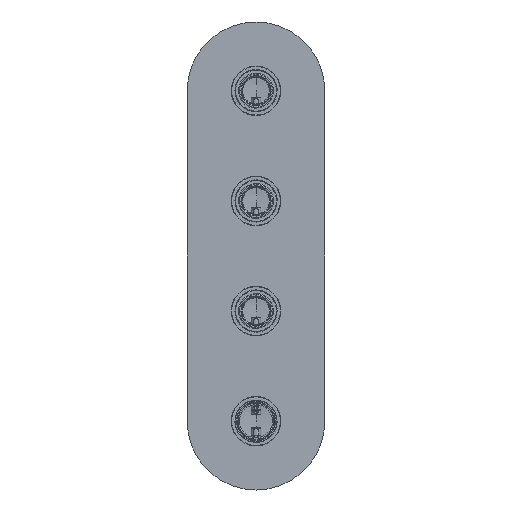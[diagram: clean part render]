
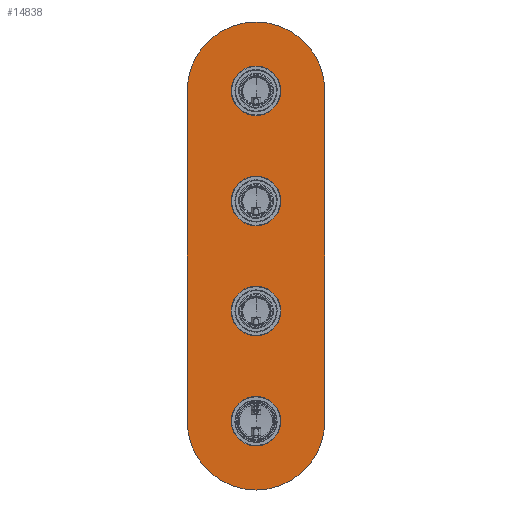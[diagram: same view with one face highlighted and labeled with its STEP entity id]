
A CAD part, front view. The second image highlights one B-rep face of the part: STEP entity #14838.
In plain terms, the highlighted planar face has unit normal (0, -1, 0).
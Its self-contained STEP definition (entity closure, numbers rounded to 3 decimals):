
#14711=CARTESIAN_POINT('Axis2P3D Location',(0.,0.,59.991)) ;
#14716=CARTESIAN_POINT('Axis2P3D Location',(0.,0.,239.991)) ;
#14720=CARTESIAN_POINT('Vertex',(0.,0.,314.991)) ;
#14722=CARTESIAN_POINT('Vertex',(75.,0.,239.991)) ;
#14725=CARTESIAN_POINT('Axis2P3D Location',(0.,0.,239.991)) ;
#14729=CARTESIAN_POINT('Vertex',(-75.,0.,239.991)) ;
#14732=CARTESIAN_POINT('Line Origine',(-75.,0.,59.991)) ;
#14736=CARTESIAN_POINT('Vertex',(-75.,0.,-120.009)) ;
#14739=CARTESIAN_POINT('Axis2P3D Location',(0.,0.,-120.009)) ;
#14743=CARTESIAN_POINT('Vertex',(0.,0.,-195.009)) ;
#14746=CARTESIAN_POINT('Axis2P3D Location',(0.,0.,-120.009)) ;
#14750=CARTESIAN_POINT('Vertex',(75.,0.,-120.009)) ;
#14753=CARTESIAN_POINT('Line Origine',(75.,0.,59.991)) ;
#14766=CARTESIAN_POINT('Axis2P3D Location',(0.,0.,119.991)) ;
#14770=CARTESIAN_POINT('Vertex',(0.,0.,146.991)) ;
#14772=CARTESIAN_POINT('Vertex',(0.,0.,92.991)) ;
#14775=CARTESIAN_POINT('Axis2P3D Location',(0.,0.,119.991)) ;
#14784=CARTESIAN_POINT('Axis2P3D Location',(0.,0.,-120.009)) ;
#14788=CARTESIAN_POINT('Vertex',(0.,0.,-93.009)) ;
#14790=CARTESIAN_POINT('Vertex',(0.,0.,-147.009)) ;
#14793=CARTESIAN_POINT('Axis2P3D Location',(0.,0.,-120.009)) ;
#14802=CARTESIAN_POINT('Axis2P3D Location',(0.,0.,239.991)) ;
#14806=CARTESIAN_POINT('Vertex',(0.,0.,266.991)) ;
#14808=CARTESIAN_POINT('Vertex',(0.,0.,212.991)) ;
#14811=CARTESIAN_POINT('Axis2P3D Location',(0.,0.,239.991)) ;
#14820=CARTESIAN_POINT('Axis2P3D Location',(0.,0.,-0.009)) ;
#14824=CARTESIAN_POINT('Vertex',(0.,0.,26.991)) ;
#14826=CARTESIAN_POINT('Vertex',(0.,0.,-27.009)) ;
#14829=CARTESIAN_POINT('Axis2P3D Location',(0.,0.,-0.009)) ;
#14734=VECTOR('Line Direction',#14733,1.) ;
#14755=VECTOR('Line Direction',#14754,1.) ;
#14712=DIRECTION('Axis2P3D Direction',(0.,1.,0.)) ;
#14713=DIRECTION('Axis2P3D XDirection',(0.,0.,-1.)) ;
#14717=DIRECTION('Axis2P3D Direction',(0.,1.,0.)) ;
#14726=DIRECTION('Axis2P3D Direction',(0.,1.,0.)) ;
#14733=DIRECTION('Vector Direction',(0.,0.,1.)) ;
#14740=DIRECTION('Axis2P3D Direction',(0.,1.,0.)) ;
#14747=DIRECTION('Axis2P3D Direction',(0.,1.,0.)) ;
#14754=DIRECTION('Vector Direction',(0.,0.,-1.)) ;
#14767=DIRECTION('Axis2P3D Direction',(0.,1.,0.)) ;
#14776=DIRECTION('Axis2P3D Direction',(0.,1.,0.)) ;
#14785=DIRECTION('Axis2P3D Direction',(0.,1.,0.)) ;
#14794=DIRECTION('Axis2P3D Direction',(0.,1.,0.)) ;
#14803=DIRECTION('Axis2P3D Direction',(0.,1.,0.)) ;
#14812=DIRECTION('Axis2P3D Direction',(0.,1.,0.)) ;
#14821=DIRECTION('Axis2P3D Direction',(0.,1.,0.)) ;
#14830=DIRECTION('Axis2P3D Direction',(0.,1.,0.)) ;
#14714=AXIS2_PLACEMENT_3D('Plane Axis2P3D',#14711,#14712,#14713) ;
#14718=AXIS2_PLACEMENT_3D('Circle Axis2P3D',#14716,#14717,$) ;
#14727=AXIS2_PLACEMENT_3D('Circle Axis2P3D',#14725,#14726,$) ;
#14741=AXIS2_PLACEMENT_3D('Circle Axis2P3D',#14739,#14740,$) ;
#14748=AXIS2_PLACEMENT_3D('Circle Axis2P3D',#14746,#14747,$) ;
#14768=AXIS2_PLACEMENT_3D('Circle Axis2P3D',#14766,#14767,$) ;
#14777=AXIS2_PLACEMENT_3D('Circle Axis2P3D',#14775,#14776,$) ;
#14786=AXIS2_PLACEMENT_3D('Circle Axis2P3D',#14784,#14785,$) ;
#14795=AXIS2_PLACEMENT_3D('Circle Axis2P3D',#14793,#14794,$) ;
#14804=AXIS2_PLACEMENT_3D('Circle Axis2P3D',#14802,#14803,$) ;
#14813=AXIS2_PLACEMENT_3D('Circle Axis2P3D',#14811,#14812,$) ;
#14822=AXIS2_PLACEMENT_3D('Circle Axis2P3D',#14820,#14821,$) ;
#14831=AXIS2_PLACEMENT_3D('Circle Axis2P3D',#14829,#14830,$) ;
#14735=LINE('Line',#14732,#14734) ;
#14756=LINE('Line',#14753,#14755) ;
#14719=CIRCLE('generated circle',#14718,75.) ;
#14728=CIRCLE('generated circle',#14727,75.) ;
#14742=CIRCLE('generated circle',#14741,75.) ;
#14749=CIRCLE('generated circle',#14748,75.) ;
#14769=CIRCLE('generated circle',#14768,27.) ;
#14778=CIRCLE('generated circle',#14777,27.) ;
#14787=CIRCLE('generated circle',#14786,27.) ;
#14796=CIRCLE('generated circle',#14795,27.) ;
#14805=CIRCLE('generated circle',#14804,27.) ;
#14814=CIRCLE('generated circle',#14813,27.) ;
#14823=CIRCLE('generated circle',#14822,27.) ;
#14832=CIRCLE('generated circle',#14831,27.) ;
#14715=PLANE('',#14714) ;
#14783=FACE_BOUND('',#14780,.T.) ;
#14801=FACE_BOUND('',#14798,.T.) ;
#14819=FACE_BOUND('',#14816,.T.) ;
#14837=FACE_BOUND('',#14834,.T.) ;
#14724=EDGE_CURVE('',#14721,#14723,#14719,.T.) ;
#14731=EDGE_CURVE('',#14730,#14721,#14728,.T.) ;
#14738=EDGE_CURVE('',#14737,#14730,#14735,.T.) ;
#14745=EDGE_CURVE('',#14744,#14737,#14742,.T.) ;
#14752=EDGE_CURVE('',#14751,#14744,#14749,.T.) ;
#14757=EDGE_CURVE('',#14723,#14751,#14756,.T.) ;
#14774=EDGE_CURVE('',#14771,#14773,#14769,.T.) ;
#14779=EDGE_CURVE('',#14773,#14771,#14778,.T.) ;
#14792=EDGE_CURVE('',#14789,#14791,#14787,.T.) ;
#14797=EDGE_CURVE('',#14791,#14789,#14796,.T.) ;
#14810=EDGE_CURVE('',#14807,#14809,#14805,.T.) ;
#14815=EDGE_CURVE('',#14809,#14807,#14814,.T.) ;
#14828=EDGE_CURVE('',#14825,#14827,#14823,.T.) ;
#14833=EDGE_CURVE('',#14827,#14825,#14832,.T.) ;
#14759=ORIENTED_EDGE('',*,*,#14724,.F.) ;
#14760=ORIENTED_EDGE('',*,*,#14731,.F.) ;
#14761=ORIENTED_EDGE('',*,*,#14738,.F.) ;
#14762=ORIENTED_EDGE('',*,*,#14745,.F.) ;
#14763=ORIENTED_EDGE('',*,*,#14752,.F.) ;
#14764=ORIENTED_EDGE('',*,*,#14757,.F.) ;
#14781=ORIENTED_EDGE('',*,*,#14774,.T.) ;
#14782=ORIENTED_EDGE('',*,*,#14779,.T.) ;
#14799=ORIENTED_EDGE('',*,*,#14792,.T.) ;
#14800=ORIENTED_EDGE('',*,*,#14797,.T.) ;
#14817=ORIENTED_EDGE('',*,*,#14810,.T.) ;
#14818=ORIENTED_EDGE('',*,*,#14815,.T.) ;
#14835=ORIENTED_EDGE('',*,*,#14828,.T.) ;
#14836=ORIENTED_EDGE('',*,*,#14833,.T.) ;
#14758=EDGE_LOOP('',(#14759,#14760,#14761,#14762,#14763,#14764)) ;
#14780=EDGE_LOOP('',(#14781,#14782)) ;
#14798=EDGE_LOOP('',(#14799,#14800)) ;
#14816=EDGE_LOOP('',(#14817,#14818)) ;
#14834=EDGE_LOOP('',(#14835,#14836)) ;
#14721=VERTEX_POINT('',#14720) ;
#14723=VERTEX_POINT('',#14722) ;
#14730=VERTEX_POINT('',#14729) ;
#14737=VERTEX_POINT('',#14736) ;
#14744=VERTEX_POINT('',#14743) ;
#14751=VERTEX_POINT('',#14750) ;
#14771=VERTEX_POINT('',#14770) ;
#14773=VERTEX_POINT('',#14772) ;
#14789=VERTEX_POINT('',#14788) ;
#14791=VERTEX_POINT('',#14790) ;
#14807=VERTEX_POINT('',#14806) ;
#14809=VERTEX_POINT('',#14808) ;
#14825=VERTEX_POINT('',#14824) ;
#14827=VERTEX_POINT('',#14826) ;
#14838=ADVANCED_FACE('MANIFOLD_SOLID_BREP #450',(#14765,#14783,#14801,#14819,#14837),#14715,.F.) ;
#14765=FACE_OUTER_BOUND('',#14758,.T.) ;
